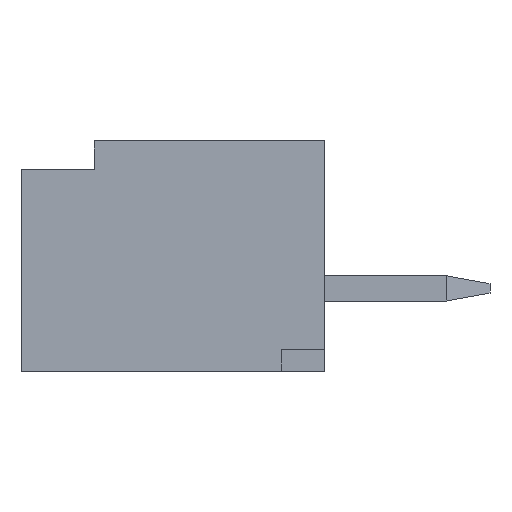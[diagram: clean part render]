
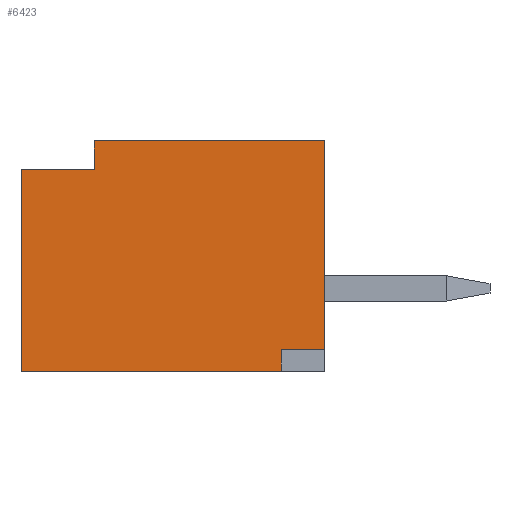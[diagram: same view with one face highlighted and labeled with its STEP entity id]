
A CAD part, left-side view. The second image highlights one B-rep face of the part: STEP entity #6423.
In plain terms, the highlighted planar face has unit normal (-1, 0, 0).
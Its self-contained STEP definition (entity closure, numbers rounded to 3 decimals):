
#79 = CARTESIAN_POINT ( 'NONE',  ( -4.625, 0., 1.6 ) ) ;
#270 = VERTEX_POINT ( 'NONE', #3969 ) ;
#375 = DIRECTION ( 'NONE',  ( 0., 0., 1. ) ) ;
#445 = DIRECTION ( 'NONE',  ( 0., 0., -1. ) ) ;
#544 = ORIENTED_EDGE ( 'NONE', *, *, #6310, .F. ) ;
#1206 = ORIENTED_EDGE ( 'NONE', *, *, #2746, .F. ) ;
#1287 = VERTEX_POINT ( 'NONE', #3673 ) ;
#1317 = LINE ( 'NONE', #5478, #6432 ) ;
#1373 = VERTEX_POINT ( 'NONE', #5726 ) ;
#1441 = VECTOR ( 'NONE', #3781, 1000. ) ;
#1460 = DIRECTION ( 'NONE',  ( 0., 0., -1. ) ) ;
#1470 = CARTESIAN_POINT ( 'NONE',  ( -4.625, 0., 1.2 ) ) ;
#1557 = CARTESIAN_POINT ( 'NONE',  ( -4.625, 0.975, -1.6 ) ) ;
#1729 = EDGE_CURVE ( 'NONE', #270, #3089, #1963, .T. ) ;
#1826 = LINE ( 'NONE', #1873, #3490 ) ;
#1856 = EDGE_CURVE ( 'NONE', #3089, #1373, #3617, .T. ) ;
#1873 = CARTESIAN_POINT ( 'NONE',  ( -4.625, -3.225, -1.6 ) ) ;
#1897 = CARTESIAN_POINT ( 'NONE',  ( -4.625, 0., -1.3 ) ) ;
#1963 = LINE ( 'NONE', #1897, #3693 ) ;
#2039 = EDGE_CURVE ( 'NONE', #6439, #1287, #5601, .T. ) ;
#2190 = LINE ( 'NONE', #3434, #3287 ) ;
#2339 = AXIS2_PLACEMENT_3D ( 'NONE', #2425, #5402, #445 ) ;
#2425 = CARTESIAN_POINT ( 'NONE',  ( -4.625, 0., 0. ) ) ;
#2522 = EDGE_LOOP ( 'NONE', ( #5057, #1206, #5281, #6328, #544, #6059, #6084, #4507 ) ) ;
#2746 = EDGE_CURVE ( 'NONE', #3543, #6439, #2190, .T. ) ;
#3089 = VERTEX_POINT ( 'NONE', #3815 ) ;
#3187 = EDGE_CURVE ( 'NONE', #5818, #3543, #5894, .T. ) ;
#3287 = VECTOR ( 'NONE', #375, 1000. ) ;
#3298 = VECTOR ( 'NONE', #1460, 1000. ) ;
#3394 = DIRECTION ( 'NONE',  ( 0., 1., 0. ) ) ;
#3434 = CARTESIAN_POINT ( 'NONE',  ( -4.625, -0.025, 0. ) ) ;
#3490 = VECTOR ( 'NONE', #5324, 1000. ) ;
#3543 = VERTEX_POINT ( 'NONE', #4262 ) ;
#3562 = FACE_OUTER_BOUND ( 'NONE', #2522, .T. ) ;
#3617 = LINE ( 'NONE', #4459, #3298 ) ;
#3627 = DIRECTION ( 'NONE',  ( 0., -1., 0. ) ) ;
#3673 = CARTESIAN_POINT ( 'NONE',  ( -4.625, -3.225, 1.6 ) ) ;
#3693 = VECTOR ( 'NONE', #3394, 1000. ) ;
#3781 = DIRECTION ( 'NONE',  ( 0., 0., 1. ) ) ;
#3815 = CARTESIAN_POINT ( 'NONE',  ( -4.625, -2.625, -1.3 ) ) ;
#3824 = EDGE_CURVE ( 'NONE', #1287, #270, #1317, .T. ) ;
#3969 = CARTESIAN_POINT ( 'NONE',  ( -4.625, -3.225, -1.3 ) ) ;
#4060 = VECTOR ( 'NONE', #5916, 1000. ) ;
#4262 = CARTESIAN_POINT ( 'NONE',  ( -4.625, -0.025, 1.2 ) ) ;
#4459 = CARTESIAN_POINT ( 'NONE',  ( -4.625, -2.625, 0. ) ) ;
#4507 = ORIENTED_EDGE ( 'NONE', *, *, #3824, .F. ) ;
#4693 = VECTOR ( 'NONE', #3627, 1000. ) ;
#4963 = PLANE ( 'NONE',  #2339 ) ;
#5057 = ORIENTED_EDGE ( 'NONE', *, *, #2039, .F. ) ;
#5281 = ORIENTED_EDGE ( 'NONE', *, *, #3187, .F. ) ;
#5324 = DIRECTION ( 'NONE',  ( 0., 1., 0. ) ) ;
#5402 = DIRECTION ( 'NONE',  ( 1., 0., 0. ) ) ;
#5478 = CARTESIAN_POINT ( 'NONE',  ( -4.625, -3.225, 0. ) ) ;
#5504 = EDGE_CURVE ( 'NONE', #5865, #5818, #5866, .T. ) ;
#5586 = DIRECTION ( 'NONE',  ( 0., 0., -1. ) ) ;
#5601 = LINE ( 'NONE', #79, #4693 ) ;
#5710 = CARTESIAN_POINT ( 'NONE',  ( -4.625, 0.975, -1.6 ) ) ;
#5726 = CARTESIAN_POINT ( 'NONE',  ( -4.625, -2.625, -1.6 ) ) ;
#5818 = VERTEX_POINT ( 'NONE', #5919 ) ;
#5865 = VERTEX_POINT ( 'NONE', #1557 ) ;
#5866 = LINE ( 'NONE', #5710, #1441 ) ;
#5894 = LINE ( 'NONE', #1470, #4060 ) ;
#5916 = DIRECTION ( 'NONE',  ( 0., -1., 0. ) ) ;
#5919 = CARTESIAN_POINT ( 'NONE',  ( -4.625, 0.975, 1.2 ) ) ;
#6059 = ORIENTED_EDGE ( 'NONE', *, *, #1856, .F. ) ;
#6084 = ORIENTED_EDGE ( 'NONE', *, *, #1729, .F. ) ;
#6310 = EDGE_CURVE ( 'NONE', #1373, #5865, #1826, .T. ) ;
#6328 = ORIENTED_EDGE ( 'NONE', *, *, #5504, .F. ) ;
#6414 = CARTESIAN_POINT ( 'NONE',  ( -4.625, -0.025, 1.6 ) ) ;
#6423 = ADVANCED_FACE ( 'NONE', ( #3562 ), #4963, .F. ) ;
#6432 = VECTOR ( 'NONE', #5586, 1000. ) ;
#6439 = VERTEX_POINT ( 'NONE', #6414 ) ;
